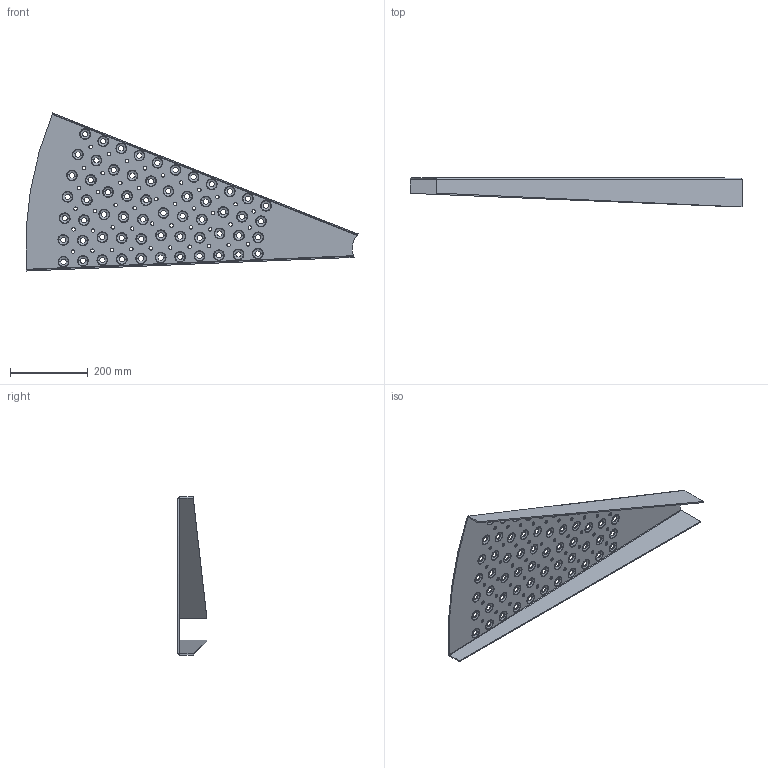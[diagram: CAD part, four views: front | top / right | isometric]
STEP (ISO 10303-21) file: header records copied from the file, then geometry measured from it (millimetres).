
FILE_DESCRIPTION (( 'STEP AP203' ), '1' );
FILE_NAME ('24128_24.0221_SPINDELTRIN_TYPE_K_900mm_V=24.STEP', '2011-10-11T08:14:03', ( 'JKJ' ), ( '' ), 'SwSTEP 2.0', 'SolidWorks 2011', '' );
FILE_SCHEMA (( 'CONFIG_CONTROL_DESIGN' ));
Length unit declared in the file: millimetre
Products named in the file (1): 24128_24.0221_SPINDELTRIN_TYPE_K_900mm_V=24
Bounding box: 853.41 x 76.29 x 406.23 mm (x, y, z)
Volume: 834456.5 mm3; surface area: 575448.4 mm2
Topology: 1 solids, 1 shells, 704 faces, 2046 edges, 1344 vertices
Faces by surface type: cone 354, torus 236, cylinder 94, plane 16, bspline 4
Entity records: 24819 total; most frequent: DIRECTION 4992, CARTESIAN_POINT 4259, ORIENTED_EDGE 4092, AXIS2_PLACEMENT_3D 2261, EDGE_CURVE 2046, CIRCLE 1560, VERTEX_POINT 1344, EDGE_LOOP 910
